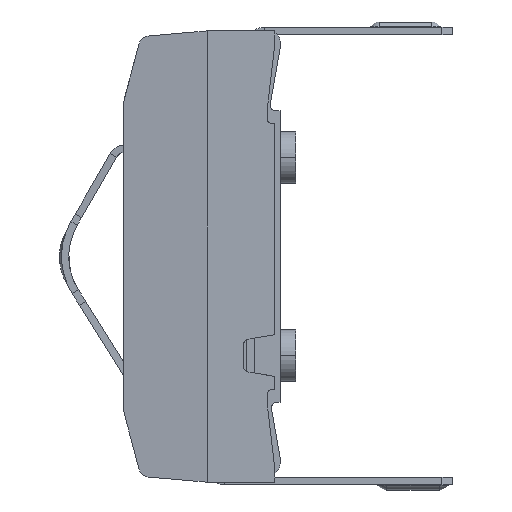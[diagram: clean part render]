
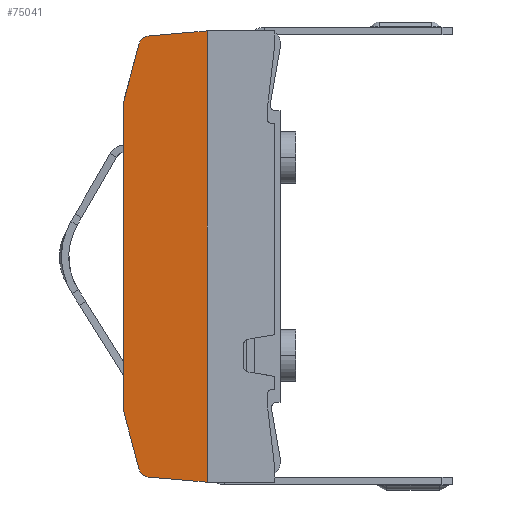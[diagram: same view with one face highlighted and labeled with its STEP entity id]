
A CAD part, left-side view. The second image highlights one B-rep face of the part: STEP entity #75041.
In plain terms, the highlighted planar face has unit normal (-0.996, 0.087, 0).
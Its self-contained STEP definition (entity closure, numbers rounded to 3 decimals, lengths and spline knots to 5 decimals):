
#4743=DIRECTION('',(0.,0.,1.));
#4744=VECTOR('',#4743,0.298);
#4745=CARTESIAN_POINT('',(-0.462,0.125,-0.149));
#4746=LINE('',#4745,#4744);
#4946=DIRECTION('',(0.023,0.259,0.966));
#4947=VECTOR('',#4946,0.05715);
#4948=CARTESIAN_POINT('',(-0.46329,0.11021,
-0.20419));
#4949=LINE('',#4948,#4947);
#33378=DIRECTION('',(-0.087,-0.992,-0.087));
#33379=VECTOR('',#33378,0.05685);
#33380=CARTESIAN_POINT('',(-0.46406,0.10142,
-0.21156));
#33381=LINE('',#33380,#33379);
#33399=CARTESIAN_POINT('',(-0.46329,0.11021,
-0.20419));
#33400=CARTESIAN_POINT('',(-0.46335,0.10961,
-0.20645));
#33401=CARTESIAN_POINT('',(-0.46355,0.10728,
-0.20963));
#33402=CARTESIAN_POINT('',(-0.46386,0.10375,
-0.21136));
#33403=CARTESIAN_POINT('',(-0.46406,0.10142,
-0.21156));
#33424=DIRECTION('',(0.087,0.992,-0.087));
#33425=VECTOR('',#33424,0.05685);
#33426=CARTESIAN_POINT('',(-0.469,0.045,0.2165));
#33427=LINE('',#33426,#33425);
#33461=CARTESIAN_POINT('',(-0.46329,0.11021,
0.20419));
#33462=CARTESIAN_POINT('',(-0.46335,0.10961,
0.20645));
#33463=CARTESIAN_POINT('',(-0.46355,0.10728,
0.20963));
#33464=CARTESIAN_POINT('',(-0.46386,0.10375,
0.21136));
#33465=CARTESIAN_POINT('',(-0.46406,0.10142,
0.21156));
#33807=DIRECTION('',(-0.023,-0.259,0.966));
#33808=VECTOR('',#33807,0.05715);
#33809=CARTESIAN_POINT('',(-0.462,0.125,0.149));
#33810=LINE('',#33809,#33808);
#34724=DIRECTION('',(0.,0.,-1.));
#34725=VECTOR('',#34724,0.433);
#34726=CARTESIAN_POINT('',(-0.469,0.045,0.2165));
#34727=LINE('',#34726,#34725);
#46490=CARTESIAN_POINT('',(-0.469,0.045,0.2165));
#46491=CARTESIAN_POINT('',(-0.469,0.045,-0.2165));
#46492=VERTEX_POINT('',#46490);
#46493=VERTEX_POINT('',#46491);
#46498=CARTESIAN_POINT('',(-0.462,0.125,-0.149));
#46499=CARTESIAN_POINT('',(-0.462,0.125,0.149));
#46500=VERTEX_POINT('',#46498);
#46501=VERTEX_POINT('',#46499);
#46506=CARTESIAN_POINT('',(-0.46329,0.11021,
0.20419));
#46508=VERTEX_POINT('',#46506);
#46510=CARTESIAN_POINT('',(-0.46406,0.10142,
0.21156));
#46512=VERTEX_POINT('',#46510);
#46514=CARTESIAN_POINT('',(-0.46329,0.11021,
-0.20419));
#46516=VERTEX_POINT('',#46514);
#46518=CARTESIAN_POINT('',(-0.46406,0.10142,
-0.21156));
#46520=VERTEX_POINT('',#46518);
#75021=CARTESIAN_POINT('',(-0.469,0.045,0.2598));
#75022=DIRECTION('',(0.996,-0.087,0.));
#75023=DIRECTION('',(0.087,0.996,0.));
#75024=AXIS2_PLACEMENT_3D('',#75021,#75022,#75023);
#75025=PLANE('',#75024);
#75026=ORIENTED_EDGE('',*,*,#75009,.F.);
#75028=ORIENTED_EDGE('',*,*,#75027,.F.);
#75029=ORIENTED_EDGE('',*,*,#49050,.T.);
#75030=ORIENTED_EDGE('',*,*,#48978,.T.);
#75032=ORIENTED_EDGE('',*,*,#75031,.T.);
#75034=ORIENTED_EDGE('',*,*,#75033,.T.);
#75036=ORIENTED_EDGE('',*,*,#75035,.F.);
#75038=ORIENTED_EDGE('',*,*,#75037,.T.);
#75039=EDGE_LOOP('',(#75026,#75028,#75029,#75030,#75032,#75034,#75036,#75038));
#75040=FACE_OUTER_BOUND('',#75039,.F.);
#33404=B_SPLINE_CURVE_WITH_KNOTS('',3,(#33399,#33400,#33401,#33402,#33403),
.UNSPECIFIED.,.F.,.F.,(4,1,4),(0.,0.5,1.),.UNSPECIFIED.);
#33466=B_SPLINE_CURVE_WITH_KNOTS('',3,(#33461,#33462,#33463,#33464,#33465),
.UNSPECIFIED.,.F.,.F.,(4,1,4),(0.,0.5,1.),.UNSPECIFIED.);
#48978=EDGE_CURVE('',#46500,#46501,#4746,.T.);
#49050=EDGE_CURVE('',#46516,#46500,#4949,.T.);
#75009=EDGE_CURVE('',#46520,#46493,#33381,.T.);
#75027=EDGE_CURVE('',#46516,#46520,#33404,.T.);
#75031=EDGE_CURVE('',#46501,#46508,#33810,.T.);
#75033=EDGE_CURVE('',#46508,#46512,#33466,.T.);
#75035=EDGE_CURVE('',#46492,#46512,#33427,.T.);
#75037=EDGE_CURVE('',#46492,#46493,#34727,.T.);
#75041=ADVANCED_FACE('',(#75040),#75025,.F.);
